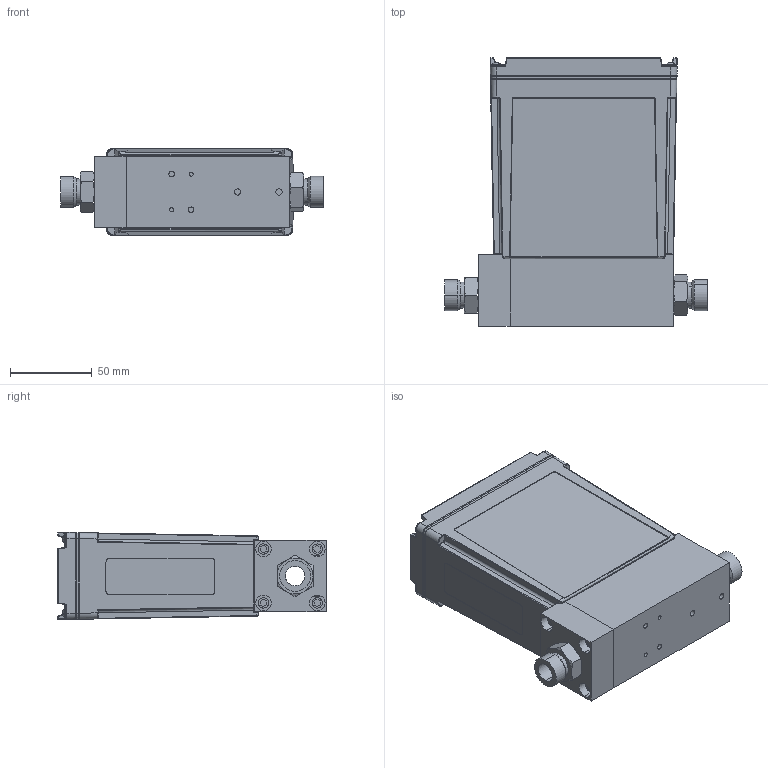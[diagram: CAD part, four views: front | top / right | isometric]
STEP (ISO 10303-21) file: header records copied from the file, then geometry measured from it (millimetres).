
FILE_DESCRIPTION (( 'STEP AP214' ), '1' );
FILE_NAME ('GE250-12MM-15Pin-4-20MA.STEP', '2018-04-26T17:51:56', ( '' ), ( '' ), 'SwSTEP 2.0', 'SolidWorks 2015', '' );
FILE_SCHEMA (( 'AUTOMOTIVE_DESIGN' ));
Length unit declared in the file: inch
Products named in the file (1): GE250-12MM-15Pin-4-20MA
Bounding box: 160.94 x 164.52 x 53.57 mm (x, y, z)
Surface area: 103366.1 mm2 (no closed solid volume)
Topology: 0 solids, 59 shells, 706 faces, 2507 edges, 1805 vertices
Faces by surface type: plane 295, cylinder 265, bspline 72, cone 32, sphere 26, torus 16
Entity records: 40036 total; most frequent: CARTESIAN_POINT 10745, DIRECTION 4023, ORIENTED_EDGE 3765, EDGE_CURVE 2486, VERTEX_POINT 1805, AXIS2_PLACEMENT_3D 1354, LINE 1315, VECTOR 1315
